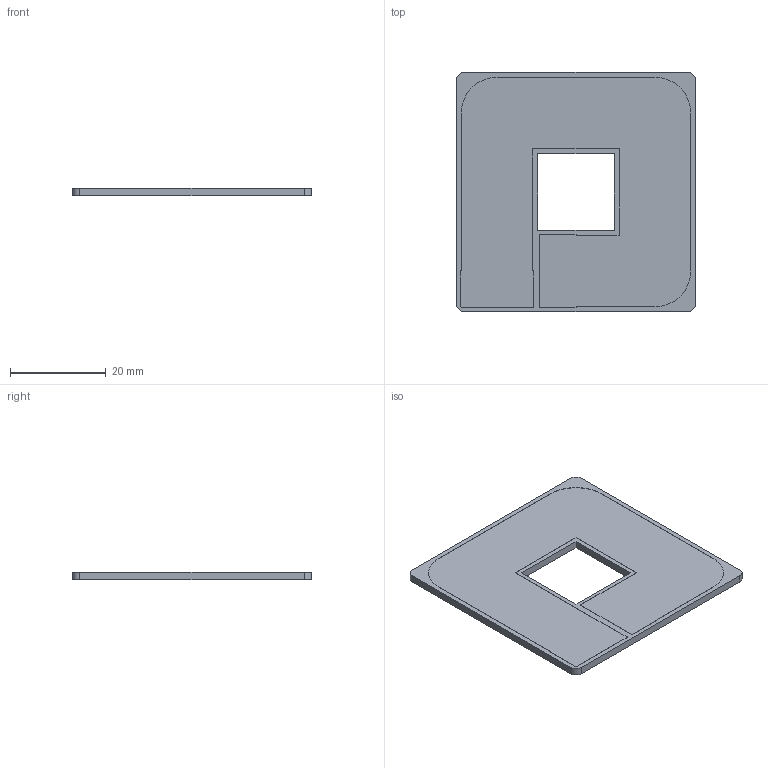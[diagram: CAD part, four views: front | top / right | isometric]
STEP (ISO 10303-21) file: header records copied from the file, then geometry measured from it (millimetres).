
FILE_DESCRIPTION(('KiCad electronic assembly'),'2;1');
FILE_NAME('planar-transformer.step','2024-09-27T16:54:12',('Pcbnew'),( 'Kicad'),'Open CASCADE STEP processor 7.6','KiCad to STEP converter' ,'Unknown');
FILE_SCHEMA(('AUTOMOTIVE_DESIGN { 1 0 10303 214 1 1 1 1 }'));
Length unit declared in the file: millimetre
Products named in the file (4): planar-transformer 1; _autosave-planar-transformer_track_1; _autosave-planar-transformer_track_2; _autosave-planar-transformer_PCB
Assembly tree (3 placements, depth 2):
  planar-transformer 1
    _autosave-planar-transformer_track_1
    _autosave-planar-transformer_track_2
    _autosave-planar-transformer_PCB
Bounding box: 50 x 50 x 1.67 mm (x, y, z)
Volume: 3691.6 mm3; surface area: 10946.5 mm2
Topology: 3 solids, 3 shells, 449 faces, 1329 edges, 886 vertices
Faces by surface type: plane 445, cylinder 4
Entity records: 14781 total; most frequent: CARTESIAN_POINT 2668, ORIENTED_EDGE 2658, DIRECTION 2243, EDGE_CURVE 1329, LINE 1321, VECTOR 1321, VERTEX_POINT 886, AXIS2_PLACEMENT_3D 461
